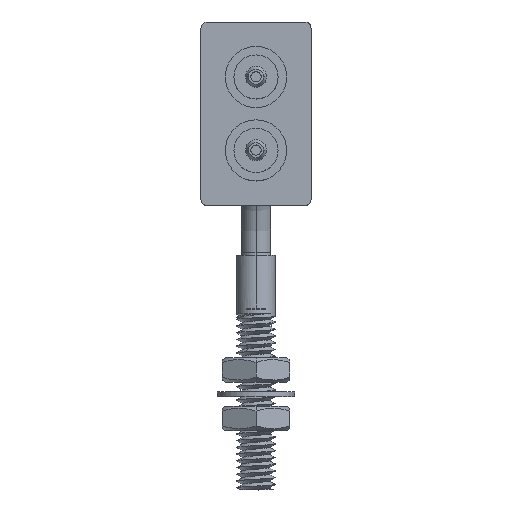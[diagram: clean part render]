
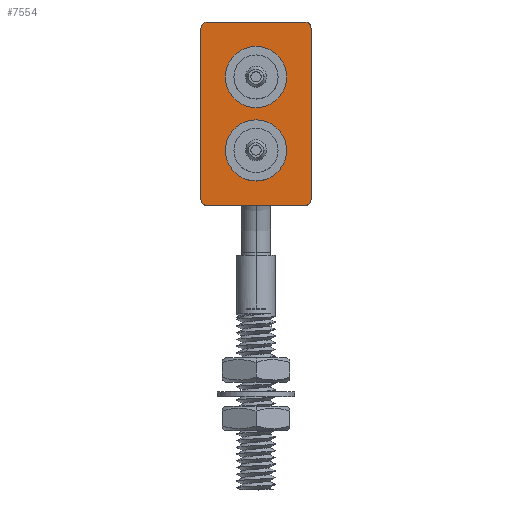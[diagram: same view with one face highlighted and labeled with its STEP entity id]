
A CAD part, top view. The second image highlights one B-rep face of the part: STEP entity #7554.
In plain terms, the highlighted planar face has unit normal (0, 0, 1).
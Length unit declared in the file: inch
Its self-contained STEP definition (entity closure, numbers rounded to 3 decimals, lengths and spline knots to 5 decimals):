
#6=DIRECTION('',(0.,-1.,0.));
#7=VECTOR('',#6,0.7);
#8=CARTESIAN_POINT('',(-0.225,0.725,0.));
#9=LINE('',#8,#7);
#598=CARTESIAN_POINT('',(0.,0.525,0.));
#599=DIRECTION('',(0.,0.,-1.));
#600=DIRECTION('',(-1.,0.,0.));
#601=AXIS2_PLACEMENT_3D('',#598,#599,#600);
#603=CARTESIAN_POINT('',(0.,0.525,0.));
#604=DIRECTION('',(0.,0.,-1.));
#605=DIRECTION('',(1.,0.,0.));
#606=AXIS2_PLACEMENT_3D('',#603,#604,#605);
#608=CARTESIAN_POINT('',(0.,0.225,0.));
#609=DIRECTION('',(0.,0.,-1.));
#610=DIRECTION('',(1.,0.,0.));
#611=AXIS2_PLACEMENT_3D('',#608,#609,#610);
#613=CARTESIAN_POINT('',(0.,0.225,0.));
#614=DIRECTION('',(0.,0.,-1.));
#615=DIRECTION('',(-1.,0.,0.));
#616=AXIS2_PLACEMENT_3D('',#613,#614,#615);
#618=CARTESIAN_POINT('',(0.2,0.725,0.));
#619=DIRECTION('',(0.,0.,1.));
#620=DIRECTION('',(1.,0.,0.));
#621=AXIS2_PLACEMENT_3D('',#618,#619,#620);
#623=CARTESIAN_POINT('',(0.2,0.025,0.));
#624=DIRECTION('',(0.,0.,1.));
#625=DIRECTION('',(0.,-1.,0.));
#626=AXIS2_PLACEMENT_3D('',#623,#624,#625);
#628=CARTESIAN_POINT('',(-0.2,0.025,0.));
#629=DIRECTION('',(0.,0.,1.));
#630=DIRECTION('',(-1.,0.,0.));
#631=AXIS2_PLACEMENT_3D('',#628,#629,#630);
#633=CARTESIAN_POINT('',(-0.2,0.725,0.));
#634=DIRECTION('',(0.,0.,1.));
#635=DIRECTION('',(0.,1.,0.));
#636=AXIS2_PLACEMENT_3D('',#633,#634,#635);
#638=DIRECTION('',(1.,0.,0.));
#639=VECTOR('',#638,0.4);
#640=CARTESIAN_POINT('',(-0.2,0.75,0.));
#641=LINE('',#640,#639);
#827=DIRECTION('',(0.,-1.,0.));
#828=VECTOR('',#827,0.7);
#829=CARTESIAN_POINT('',(0.225,0.725,0.));
#830=LINE('',#829,#828);
#906=DIRECTION('',(1.,0.,0.));
#907=VECTOR('',#906,0.4);
#908=CARTESIAN_POINT('',(-0.2,0.,0.));
#909=LINE('',#908,#907);
#5494=CARTESIAN_POINT('',(-0.101,0.525,0.));
#5495=CARTESIAN_POINT('',(0.101,0.525,0.));
#5496=VERTEX_POINT('',#5494);
#5497=VERTEX_POINT('',#5495);
#5502=CARTESIAN_POINT('',(0.101,0.225,0.));
#5503=CARTESIAN_POINT('',(-0.101,0.225,0.));
#5504=VERTEX_POINT('',#5502);
#5505=VERTEX_POINT('',#5503);
#5536=CARTESIAN_POINT('',(0.225,0.725,0.));
#5537=CARTESIAN_POINT('',(0.2,0.75,0.));
#5538=VERTEX_POINT('',#5536);
#5539=VERTEX_POINT('',#5537);
#5545=CARTESIAN_POINT('',(-0.2,0.75,0.));
#5546=VERTEX_POINT('',#5545);
#5547=CARTESIAN_POINT('',(-0.225,0.725,0.));
#5548=VERTEX_POINT('',#5547);
#5549=CARTESIAN_POINT('',(-0.225,0.025,0.));
#5550=CARTESIAN_POINT('',(-0.2,0.,0.));
#5551=VERTEX_POINT('',#5549);
#5552=VERTEX_POINT('',#5550);
#5558=CARTESIAN_POINT('',(0.2,0.,0.));
#5559=VERTEX_POINT('',#5558);
#5560=CARTESIAN_POINT('',(0.225,0.025,0.));
#5561=VERTEX_POINT('',#5560);
#7522=CARTESIAN_POINT('',(-0.225,0.75,0.));
#7523=DIRECTION('',(0.,0.,1.));
#7524=DIRECTION('',(0.,-1.,0.));
#7525=AXIS2_PLACEMENT_3D('',#7522,#7523,#7524);
#7526=PLANE('',#7525);
#7527=ORIENTED_EDGE('',*,*,#7512,.F.);
#7529=ORIENTED_EDGE('',*,*,#7528,.T.);
#7531=ORIENTED_EDGE('',*,*,#7530,.F.);
#7533=ORIENTED_EDGE('',*,*,#7532,.F.);
#7535=ORIENTED_EDGE('',*,*,#7534,.F.);
#7536=ORIENTED_EDGE('',*,*,#7187,.F.);
#7537=ORIENTED_EDGE('',*,*,#7483,.F.);
#7539=ORIENTED_EDGE('',*,*,#7538,.T.);
#7540=EDGE_LOOP('',(#7527,#7529,#7531,#7533,#7535,#7536,#7537,#7539));
#7541=FACE_OUTER_BOUND('',#7540,.F.);
#7543=ORIENTED_EDGE('',*,*,#7542,.F.);
#7545=ORIENTED_EDGE('',*,*,#7544,.F.);
#7546=EDGE_LOOP('',(#7543,#7545));
#7547=FACE_BOUND('',#7546,.F.);
#7549=ORIENTED_EDGE('',*,*,#7548,.F.);
#7551=ORIENTED_EDGE('',*,*,#7550,.F.);
#7552=EDGE_LOOP('',(#7549,#7551));
#7553=FACE_BOUND('',#7552,.F.);
#7554=ADVANCED_FACE('',(#7541,#7547,#7553),#7526,.T.);
#602=CIRCLE('',#601,0.101);
#607=CIRCLE('',#606,0.101);
#612=CIRCLE('',#611,0.101);
#617=CIRCLE('',#616,0.101);
#622=CIRCLE('',#621,0.025);
#627=CIRCLE('',#626,0.025);
#632=CIRCLE('',#631,0.025);
#637=CIRCLE('',#636,0.025);
#7187=EDGE_CURVE('',#5548,#5551,#9,.T.);
#7483=EDGE_CURVE('',#5546,#5548,#637,.T.);
#7512=EDGE_CURVE('',#5538,#5539,#622,.T.);
#7528=EDGE_CURVE('',#5538,#5561,#830,.T.);
#7530=EDGE_CURVE('',#5559,#5561,#627,.T.);
#7532=EDGE_CURVE('',#5552,#5559,#909,.T.);
#7534=EDGE_CURVE('',#5551,#5552,#632,.T.);
#7538=EDGE_CURVE('',#5546,#5539,#641,.T.);
#7542=EDGE_CURVE('',#5504,#5505,#612,.T.);
#7544=EDGE_CURVE('',#5505,#5504,#617,.T.);
#7548=EDGE_CURVE('',#5496,#5497,#602,.T.);
#7550=EDGE_CURVE('',#5497,#5496,#607,.T.);
